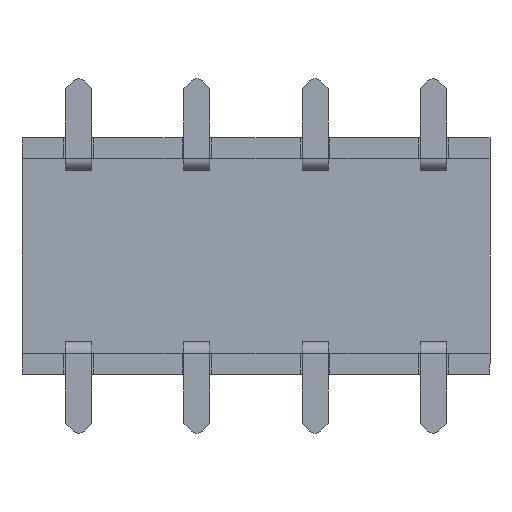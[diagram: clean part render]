
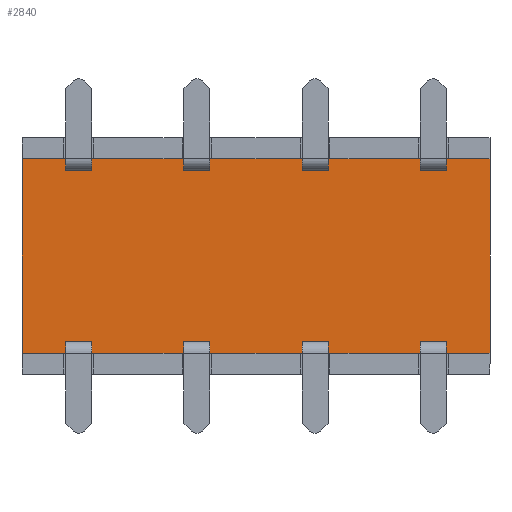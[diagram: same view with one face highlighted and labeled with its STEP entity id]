
A CAD part, front view. The second image highlights one B-rep face of the part: STEP entity #2840.
In plain terms, the highlighted planar face has unit normal (0, -1, 0).
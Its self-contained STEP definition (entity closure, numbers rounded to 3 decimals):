
#162 = CARTESIAN_POINT ( 'NONE',  ( 3.96, 1.497, 1.65 ) ) ;
#281 = CARTESIAN_POINT ( 'NONE',  ( -3.96, 1.497, 1.65 ) ) ;
#462 = DIRECTION ( 'NONE',  ( 0., 1., 0. ) ) ;
#601 = DIRECTION ( 'NONE',  ( 1., 0., 0. ) ) ;
#630 = CARTESIAN_POINT ( 'NONE',  ( -3.96, 1.497, 1.65 ) ) ;
#712 = EDGE_CURVE ( 'NONE', #3603, #3257, #2521, .T. ) ;
#940 = DIRECTION ( 'NONE',  ( 1., 0., 0. ) ) ;
#964 = DIRECTION ( 'NONE',  ( 0., 0., 1. ) ) ;
#968 = CARTESIAN_POINT ( 'NONE',  ( 3.96, 1.497, 1.65 ) ) ;
#1217 = ORIENTED_EDGE ( 'NONE', *, *, #3895, .F. ) ;
#1405 = DIRECTION ( 'NONE',  ( 0., 0., 1. ) ) ;
#1795 = VECTOR ( 'NONE', #940, 1000. ) ;
#1939 = LINE ( 'NONE', #281, #3596 ) ;
#2009 = CARTESIAN_POINT ( 'NONE',  ( -3.96, 1.497, 1.65 ) ) ;
#2117 = EDGE_LOOP ( 'NONE', ( #2569, #3510, #1217, #2467 ) ) ;
#2200 = CARTESIAN_POINT ( 'NONE',  ( -3.96, 1.497, -1.65 ) ) ;
#2255 = VERTEX_POINT ( 'NONE', #2646 ) ;
#2467 = ORIENTED_EDGE ( 'NONE', *, *, #3795, .T. ) ;
#2509 = VECTOR ( 'NONE', #964, 1000. ) ;
#2521 = LINE ( 'NONE', #162, #3043 ) ;
#2526 = VERTEX_POINT ( 'NONE', #3615 ) ;
#2569 = ORIENTED_EDGE ( 'NONE', *, *, #712, .T. ) ;
#2634 = LINE ( 'NONE', #2200, #1795 ) ;
#2646 = CARTESIAN_POINT ( 'NONE',  ( -3.96, 1.497, 1.65 ) ) ;
#2770 = CARTESIAN_POINT ( 'NONE',  ( 3.96, 1.497, -1.65 ) ) ;
#2775 = LINE ( 'NONE', #630, #2509 ) ;
#2840 = ADVANCED_FACE ( 'NONE', ( #3430 ), #2963, .F. ) ;
#2963 = PLANE ( 'NONE',  #3624 ) ;
#3043 = VECTOR ( 'NONE', #1405, 1000. ) ;
#3257 = VERTEX_POINT ( 'NONE', #968 ) ;
#3430 = FACE_OUTER_BOUND ( 'NONE', #2117, .T. ) ;
#3510 = ORIENTED_EDGE ( 'NONE', *, *, #3713, .F. ) ;
#3596 = VECTOR ( 'NONE', #601, 1000. ) ;
#3603 = VERTEX_POINT ( 'NONE', #2770 ) ;
#3615 = CARTESIAN_POINT ( 'NONE',  ( -3.96, 1.497, -1.65 ) ) ;
#3624 = AXIS2_PLACEMENT_3D ( 'NONE', #2009, #462, #3922 ) ;
#3713 = EDGE_CURVE ( 'NONE', #2255, #3257, #1939, .T. ) ;
#3795 = EDGE_CURVE ( 'NONE', #2526, #3603, #2634, .T. ) ;
#3895 = EDGE_CURVE ( 'NONE', #2526, #2255, #2775, .T. ) ;
#3922 = DIRECTION ( 'NONE',  ( 0., 0., 1. ) ) ;
